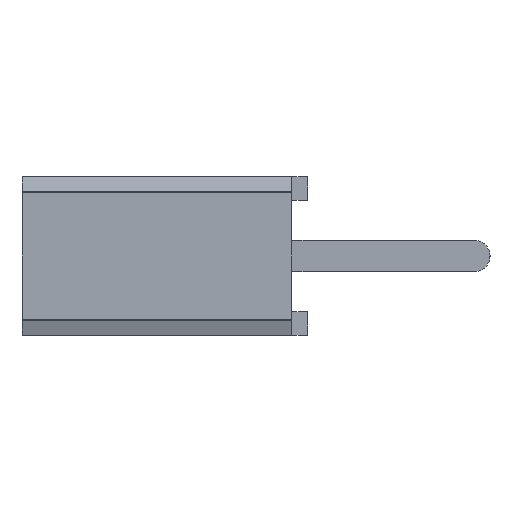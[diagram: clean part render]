
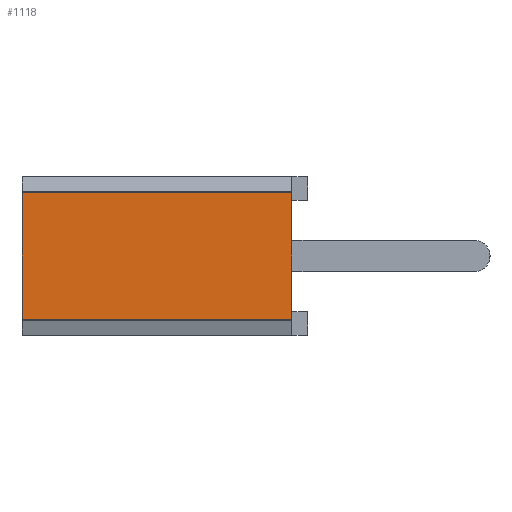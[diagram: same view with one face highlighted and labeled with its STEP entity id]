
A CAD part, left-side view. The second image highlights one B-rep face of the part: STEP entity #1118.
In plain terms, the highlighted planar face has unit normal (-1, 0, 0).
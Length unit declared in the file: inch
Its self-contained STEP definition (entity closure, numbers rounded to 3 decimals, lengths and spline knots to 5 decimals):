
#1118 = ADVANCED_FACE( '', ( #2264 ), #2265, .F. );
#2264 = FACE_OUTER_BOUND( '', #3426, .T. );
#2265 = PLANE( '', #3427 );
#3426 = EDGE_LOOP( '', ( #6641, #6642, #6643, #6644 ) );
#3427 = AXIS2_PLACEMENT_3D( '', #6645, #6646, #6647 );
#6641 = ORIENTED_EDGE( '', *, *, #7606, .T. );
#6642 = ORIENTED_EDGE( '', *, *, #8412, .T. );
#6643 = ORIENTED_EDGE( '', *, *, #8413, .T. );
#6644 = ORIENTED_EDGE( '', *, *, #7250, .F. );
#6645 = CARTESIAN_POINT( '', ( -0.2545, 0.18, -0.05 ) );
#6646 = DIRECTION( '', ( 1., 0., 0. ) );
#6647 = DIRECTION( '', ( 0., 0., -1. ) );
#7250 = EDGE_CURVE( '', #8772, #8774, #8775, .T. );
#7606 = EDGE_CURVE( '', #8772, #9378, #9380, .T. );
#8412 = EDGE_CURVE( '', #9378, #10467, #10468, .T. );
#8413 = EDGE_CURVE( '', #10467, #8774, #10469, .T. );
#8772 = VERTEX_POINT( '', #10961 );
#8774 = VERTEX_POINT( '', #10964 );
#8775 = LINE( '', #10965, #10966 );
#9378 = VERTEX_POINT( '', #11864 );
#9380 = LINE( '', #11867, #11868 );
#10467 = VERTEX_POINT( '', #13498 );
#10468 = LINE( '', #13499, #13500 );
#10469 = LINE( '', #13501, #13502 );
#10961 = CARTESIAN_POINT( '', ( -0.2545, 0.18, -0.04038 ) );
#10964 = CARTESIAN_POINT( '', ( -0.2545, 0.18, 0.04038 ) );
#10965 = CARTESIAN_POINT( '', ( -0.2545, 0.18, -0.05 ) );
#10966 = VECTOR( '', #13721, 39.37008 );
#11864 = CARTESIAN_POINT( '', ( -0.2545, 0.01, -0.04038 ) );
#11867 = CARTESIAN_POINT( '', ( -0.2545, 0.18, -0.04038 ) );
#11868 = VECTOR( '', #14030, 39.37008 );
#13498 = CARTESIAN_POINT( '', ( -0.2545, 0.01, 0.04038 ) );
#13499 = CARTESIAN_POINT( '', ( -0.2545, 0.01, -0.035 ) );
#13500 = VECTOR( '', #14613, 39.37008 );
#13501 = CARTESIAN_POINT( '', ( -0.2545, 0.18, 0.04038 ) );
#13502 = VECTOR( '', #14614, 39.37008 );
#13721 = DIRECTION( '', ( 0., 0., 1. ) );
#14030 = DIRECTION( '', ( 0., -1., 0. ) );
#14613 = DIRECTION( '', ( 0., 0., 1. ) );
#14614 = DIRECTION( '', ( 0., 1., 0. ) );
